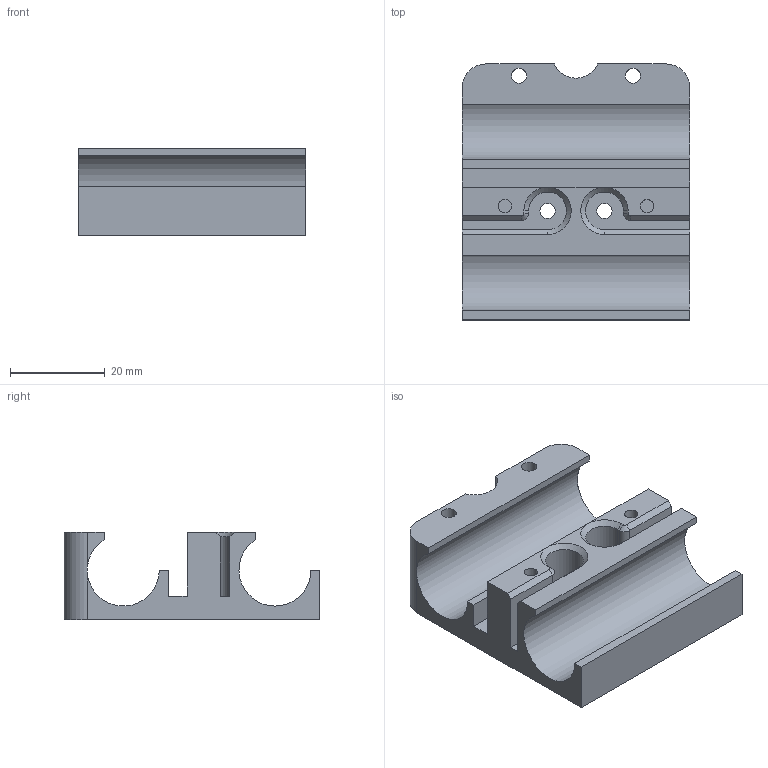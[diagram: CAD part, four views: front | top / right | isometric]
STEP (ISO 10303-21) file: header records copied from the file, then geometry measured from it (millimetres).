
FILE_DESCRIPTION(('FreeCAD Model'),'2;1');
FILE_NAME( 'x-carriage-x1.step', '2019-08-09T12:21:48',('Author'),(''), 'Open CASCADE STEP processor 7.3','FreeCAD','Unknown');
FILE_SCHEMA(('AUTOMOTIVE_DESIGN { 1 0 10303 214 1 1 1 1 }'));
Length unit declared in the file: millimetre
Products named in the file (1): x-carriage
Bounding box: 48 x 54 x 18.5 mm (x, y, z)
Volume: 21184.4 mm3; surface area: 12406.7 mm2
Topology: 1 solids, 1 shells, 58 faces, 156 edges, 102 vertices
Faces by surface type: plane 37, cylinder 17, cone 4
Full cylindrical faces by diameter (mm): 2.8 x2, 3.2 x4
Entity records: 4189 total; most frequent: CARTESIAN_POINT 891, DIRECTION 499, ORIENTED_EDGE 304, PCURVE 304, DEFINITIONAL_REPRESENTATION 304, LINE 280, VECTOR 280, EDGE_CURVE 152
